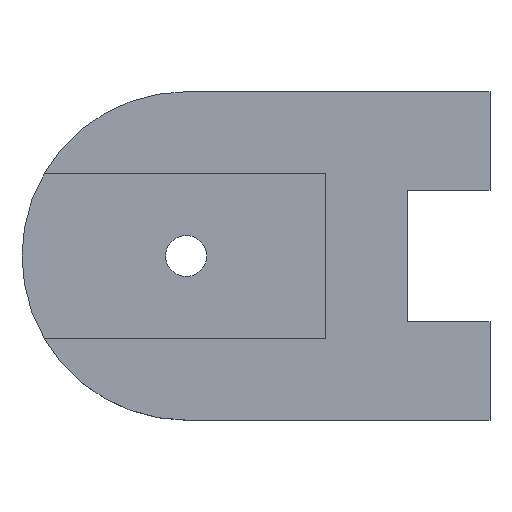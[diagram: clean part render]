
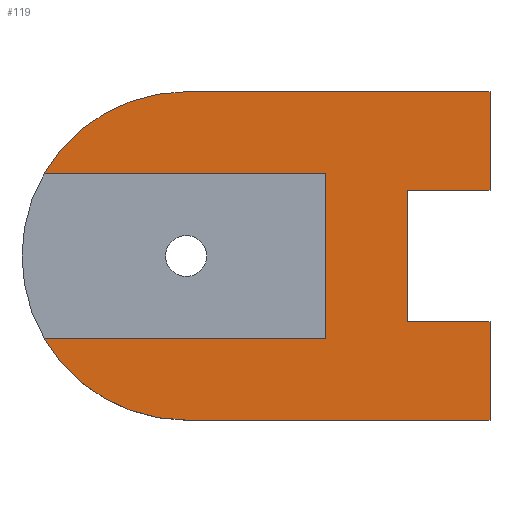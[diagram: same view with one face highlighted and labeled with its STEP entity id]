
A CAD part, top view. The second image highlights one B-rep face of the part: STEP entity #119.
In plain terms, the highlighted planar face has unit normal (0, 0, 1).
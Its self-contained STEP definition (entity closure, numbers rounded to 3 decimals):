
#19 = VERTEX_POINT ( 'NONE', #247 ) ;
#50 = VERTEX_POINT ( 'NONE', #417 ) ;
#51 = DIRECTION ( 'NONE',  ( 0., 0., -1. ) ) ;
#55 = EDGE_CURVE ( 'NONE', #816, #712, #963, .T. ) ;
#58 = DIRECTION ( 'NONE',  ( -1., 0., 0. ) ) ;
#68 = ORIENTED_EDGE ( 'NONE', *, *, #847, .T. ) ;
#69 = CARTESIAN_POINT ( 'NONE',  ( -1.5, 5., 5. ) ) ;
#73 = CIRCLE ( 'NONE', #113, 10. ) ;
#74 = CARTESIAN_POINT ( 'NONE',  ( 7., -5., 5. ) ) ;
#75 = DIRECTION ( 'NONE',  ( 0., 1., 0. ) ) ;
#87 = CARTESIAN_POINT ( 'NONE',  ( 17., -10., 5. ) ) ;
#98 = VERTEX_POINT ( 'NONE', #371 ) ;
#105 = CIRCLE ( 'NONE', #433, 10. ) ;
#107 = CARTESIAN_POINT ( 'NONE',  ( 7., 5., 5. ) ) ;
#113 = AXIS2_PLACEMENT_3D ( 'NONE', #128, #51, #787 ) ;
#117 = AXIS2_PLACEMENT_3D ( 'NONE', #290, #300, #807 ) ;
#119 = ADVANCED_FACE ( 'NONE', ( #521 ), #219, .T. ) ;
#128 = CARTESIAN_POINT ( 'NONE',  ( -1.5, 0., 5. ) ) ;
#141 = EDGE_CURVE ( 'NONE', #898, #742, #516, .T. ) ;
#143 = VECTOR ( 'NONE', #505, 1000. ) ;
#158 = DIRECTION ( 'NONE',  ( 1., 0., 0. ) ) ;
#159 = CARTESIAN_POINT ( 'NONE',  ( 0., -10., 5. ) ) ;
#172 = DIRECTION ( 'NONE',  ( 1., 0., 0. ) ) ;
#190 = DIRECTION ( 'NONE',  ( -1., 0., 0. ) ) ;
#209 = ORIENTED_EDGE ( 'NONE', *, *, #673, .F. ) ;
#211 = CARTESIAN_POINT ( 'NONE',  ( -1.5, 10., 5. ) ) ;
#214 = VECTOR ( 'NONE', #75, 1000. ) ;
#219 = PLANE ( 'NONE',  #117 ) ;
#224 = CARTESIAN_POINT ( 'NONE',  ( 17., 4., 5. ) ) ;
#227 = ORIENTED_EDGE ( 'NONE', *, *, #301, .T. ) ;
#232 = LINE ( 'NONE', #653, #143 ) ;
#247 = CARTESIAN_POINT ( 'NONE',  ( 17., -4., 5. ) ) ;
#251 = VERTEX_POINT ( 'NONE', #515 ) ;
#266 = VERTEX_POINT ( 'NONE', #224 ) ;
#271 = EDGE_CURVE ( 'NONE', #282, #654, #800, .T. ) ;
#275 = VECTOR ( 'NONE', #172, 1000. ) ;
#282 = VERTEX_POINT ( 'NONE', #740 ) ;
#286 = LINE ( 'NONE', #159, #903 ) ;
#290 = CARTESIAN_POINT ( 'NONE',  ( -1.5, 0., 5. ) ) ;
#292 = CARTESIAN_POINT ( 'NONE',  ( -1.5, 10., 5. ) ) ;
#294 = EDGE_CURVE ( 'NONE', #19, #251, #770, .T. ) ;
#300 = DIRECTION ( 'NONE',  ( 0., 0., 1. ) ) ;
#301 = EDGE_CURVE ( 'NONE', #251, #98, #726, .T. ) ;
#314 = CARTESIAN_POINT ( 'NONE',  ( 17., -10., 5. ) ) ;
#315 = CARTESIAN_POINT ( 'NONE',  ( 17., -4., 5. ) ) ;
#316 = ORIENTED_EDGE ( 'NONE', *, *, #434, .T. ) ;
#319 = VECTOR ( 'NONE', #670, 1000. ) ;
#340 = ORIENTED_EDGE ( 'NONE', *, *, #55, .T. ) ;
#351 = ORIENTED_EDGE ( 'NONE', *, *, #810, .T. ) ;
#371 = CARTESIAN_POINT ( 'NONE',  ( 12., 4., 5. ) ) ;
#372 = CARTESIAN_POINT ( 'NONE',  ( 17., 10., 5. ) ) ;
#390 = EDGE_CURVE ( 'NONE', #654, #816, #450, .T. ) ;
#406 = CARTESIAN_POINT ( 'NONE',  ( -1.5, 0., 5. ) ) ;
#417 = CARTESIAN_POINT ( 'NONE',  ( -1.5, -10., 5. ) ) ;
#433 = AXIS2_PLACEMENT_3D ( 'NONE', #406, #848, #190 ) ;
#434 = EDGE_CURVE ( 'NONE', #98, #266, #785, .T. ) ;
#450 = LINE ( 'NONE', #696, #528 ) ;
#457 = ORIENTED_EDGE ( 'NONE', *, *, #531, .F. ) ;
#482 = VERTEX_POINT ( 'NONE', #87 ) ;
#505 = DIRECTION ( 'NONE',  ( 0., 1., 0. ) ) ;
#515 = CARTESIAN_POINT ( 'NONE',  ( 12., -4., 5. ) ) ;
#516 = LINE ( 'NONE', #292, #967 ) ;
#521 = FACE_OUTER_BOUND ( 'NONE', #615, .T. ) ;
#522 = DIRECTION ( 'NONE',  ( 1., 0., 0. ) ) ;
#528 = VECTOR ( 'NONE', #836, 1000. ) ;
#531 = EDGE_CURVE ( 'NONE', #282, #742, #105, .T. ) ;
#553 = VECTOR ( 'NONE', #602, 1000. ) ;
#560 = ORIENTED_EDGE ( 'NONE', *, *, #271, .T. ) ;
#564 = CARTESIAN_POINT ( 'NONE',  ( -1.5, -5., 5. ) ) ;
#593 = CARTESIAN_POINT ( 'NONE',  ( 12., 4., 5. ) ) ;
#596 = ORIENTED_EDGE ( 'NONE', *, *, #390, .T. ) ;
#602 = DIRECTION ( 'NONE',  ( 0., 1., 0. ) ) ;
#615 = EDGE_LOOP ( 'NONE', ( #678, #457, #560, #596, #340, #209, #887, #68, #629, #227, #316, #351 ) ) ;
#626 = VECTOR ( 'NONE', #158, 1000. ) ;
#629 = ORIENTED_EDGE ( 'NONE', *, *, #294, .T. ) ;
#638 = VECTOR ( 'NONE', #855, 1000. ) ;
#653 = CARTESIAN_POINT ( 'NONE',  ( 17., 4., 5. ) ) ;
#654 = VERTEX_POINT ( 'NONE', #107 ) ;
#670 = DIRECTION ( 'NONE',  ( -1., 0., 0. ) ) ;
#673 = EDGE_CURVE ( 'NONE', #50, #712, #73, .T. ) ;
#678 = ORIENTED_EDGE ( 'NONE', *, *, #141, .T. ) ;
#696 = CARTESIAN_POINT ( 'NONE',  ( 7., 0., 5. ) ) ;
#712 = VERTEX_POINT ( 'NONE', #953 ) ;
#726 = LINE ( 'NONE', #593, #214 ) ;
#739 = LINE ( 'NONE', #314, #553 ) ;
#740 = CARTESIAN_POINT ( 'NONE',  ( -10.16, 5., 5. ) ) ;
#742 = VERTEX_POINT ( 'NONE', #211 ) ;
#770 = LINE ( 'NONE', #315, #319 ) ;
#785 = LINE ( 'NONE', #911, #275 ) ;
#787 = DIRECTION ( 'NONE',  ( -1., 0., 0. ) ) ;
#800 = LINE ( 'NONE', #69, #626 ) ;
#807 = DIRECTION ( 'NONE',  ( 1., 0., 0. ) ) ;
#810 = EDGE_CURVE ( 'NONE', #266, #898, #232, .T. ) ;
#816 = VERTEX_POINT ( 'NONE', #74 ) ;
#822 = EDGE_CURVE ( 'NONE', #50, #482, #286, .T. ) ;
#836 = DIRECTION ( 'NONE',  ( 0., -1., 0. ) ) ;
#847 = EDGE_CURVE ( 'NONE', #482, #19, #739, .T. ) ;
#848 = DIRECTION ( 'NONE',  ( 0., 0., -1. ) ) ;
#855 = DIRECTION ( 'NONE',  ( -1., 0., 0. ) ) ;
#887 = ORIENTED_EDGE ( 'NONE', *, *, #822, .T. ) ;
#898 = VERTEX_POINT ( 'NONE', #372 ) ;
#903 = VECTOR ( 'NONE', #522, 1000. ) ;
#911 = CARTESIAN_POINT ( 'NONE',  ( 17., 4., 5. ) ) ;
#953 = CARTESIAN_POINT ( 'NONE',  ( -10.16, -5., 5. ) ) ;
#963 = LINE ( 'NONE', #564, #638 ) ;
#967 = VECTOR ( 'NONE', #58, 1000. ) ;
